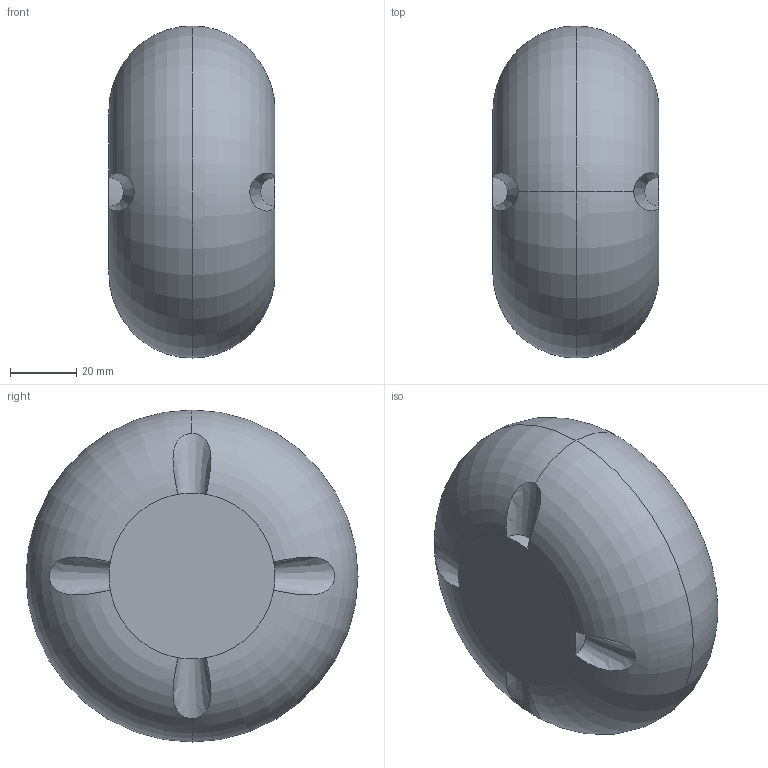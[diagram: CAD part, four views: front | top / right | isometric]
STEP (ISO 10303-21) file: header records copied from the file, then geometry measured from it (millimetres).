
FILE_DESCRIPTION (( 'STEP AP203' ), '1' );
FILE_NAME ('beautiful_wheel_Default_sldprt.STEP', '2015-10-02T09:01:25', ( 'MDH User' ), ( 'MDH' ), 'SwSTEP 2.0', 'SolidWorks 2015', '' );
FILE_SCHEMA (( 'CONFIG_CONTROL_DESIGN' ));
Length unit declared in the file: millimetre
Products named in the file (1): beautiful_wheel_Default_sldprt
Bounding box: 50 x 100 x 100 mm (x, y, z)
Volume: 313764 mm3; surface area: 24734.2 mm2
Topology: 1 solids, 1 shells, 23 faces, 44 edges, 23 vertices
Faces by surface type: cone 9, sphere 8, torus 4, plane 2
Entity records: 1138 total; most frequent: CARTESIAN_POINT 599, DIRECTION 111, ORIENTED_EDGE 88, AXIS2_PLACEMENT_3D 55, EDGE_CURVE 44, CIRCLE 31, FACE_OUTER_BOUND 23, ADVANCED_FACE 23
